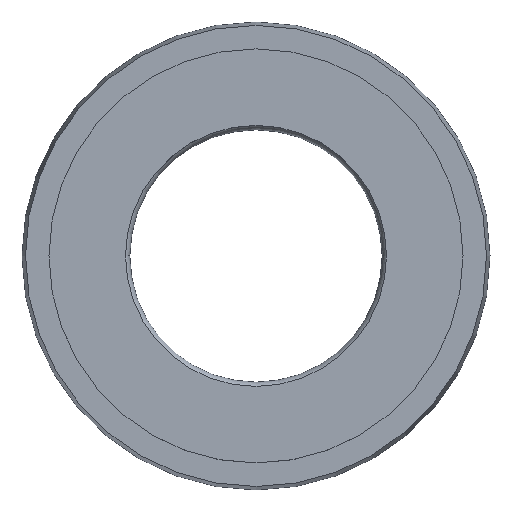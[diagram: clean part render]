
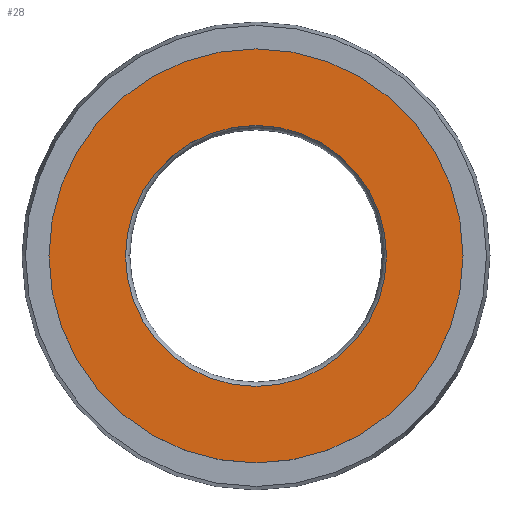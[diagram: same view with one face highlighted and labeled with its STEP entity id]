
A CAD part, top view. The second image highlights one B-rep face of the part: STEP entity #28.
In plain terms, the highlighted planar face has unit normal (0, 0, 1).
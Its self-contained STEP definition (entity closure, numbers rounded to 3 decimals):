
#28 = ADVANCED_FACE ( 'NONE', ( #248, #304 ), #225, .F. ) ;
#31 = AXIS2_PLACEMENT_3D ( 'NONE', #40, #155, #440 ) ;
#40 = CARTESIAN_POINT ( 'NONE',  ( 0., 0., 0. ) ) ;
#68 = DIRECTION ( 'NONE',  ( 0., 0., 1. ) ) ;
#71 = CARTESIAN_POINT ( 'NONE',  ( 0., 0., 0. ) ) ;
#76 = EDGE_CURVE ( 'NONE', #226, #378, #105, .T. ) ;
#80 = AXIS2_PLACEMENT_3D ( 'NONE', #71, #518, #228 ) ;
#105 = CIRCLE ( 'NONE', #80, 11.9 ) ;
#117 = DIRECTION ( 'NONE',  ( -1., 0., 0. ) ) ;
#126 = DIRECTION ( 'NONE',  ( 1., 0., 0. ) ) ;
#130 = CARTESIAN_POINT ( 'NONE',  ( 0., 0., 0. ) ) ;
#155 = DIRECTION ( 'NONE',  ( 0., 0., 1. ) ) ;
#156 = ORIENTED_EDGE ( 'NONE', *, *, #76, .T. ) ;
#178 = EDGE_CURVE ( 'NONE', #499, #284, #588, .T. ) ;
#219 = DIRECTION ( 'NONE',  ( 0., 0., -1. ) ) ;
#225 = PLANE ( 'NONE',  #630 ) ;
#226 = VERTEX_POINT ( 'NONE', #363 ) ;
#228 = DIRECTION ( 'NONE',  ( 1., 0., 0. ) ) ;
#248 = FACE_BOUND ( 'NONE', #362, .T. ) ;
#284 = VERTEX_POINT ( 'NONE', #383 ) ;
#304 = FACE_OUTER_BOUND ( 'NONE', #607, .T. ) ;
#311 = CIRCLE ( 'NONE', #472, 7.5 ) ;
#314 = DIRECTION ( 'NONE',  ( 1., 0., 0. ) ) ;
#325 = EDGE_CURVE ( 'NONE', #378, #226, #553, .T. ) ;
#352 = CARTESIAN_POINT ( 'NONE',  ( -7.5, 0., 0. ) ) ;
#362 = EDGE_LOOP ( 'NONE', ( #561, #609 ) ) ;
#363 = CARTESIAN_POINT ( 'NONE',  ( -11.9, 0., 0. ) ) ;
#378 = VERTEX_POINT ( 'NONE', #639 ) ;
#383 = CARTESIAN_POINT ( 'NONE',  ( 7.5, 0., 0. ) ) ;
#409 = CARTESIAN_POINT ( 'NONE',  ( 0., 0., 0. ) ) ;
#440 = DIRECTION ( 'NONE',  ( 1., 0., 0. ) ) ;
#456 = DIRECTION ( 'NONE',  ( 0., 0., 1. ) ) ;
#472 = AXIS2_PLACEMENT_3D ( 'NONE', #558, #456, #314 ) ;
#499 = VERTEX_POINT ( 'NONE', #352 ) ;
#515 = EDGE_CURVE ( 'NONE', #284, #499, #311, .T. ) ;
#518 = DIRECTION ( 'NONE',  ( 0., 0., 1. ) ) ;
#553 = CIRCLE ( 'NONE', #31, 11.9 ) ;
#558 = CARTESIAN_POINT ( 'NONE',  ( 0., 0., 0. ) ) ;
#561 = ORIENTED_EDGE ( 'NONE', *, *, #515, .F. ) ;
#573 = AXIS2_PLACEMENT_3D ( 'NONE', #130, #68, #126 ) ;
#576 = ORIENTED_EDGE ( 'NONE', *, *, #325, .T. ) ;
#588 = CIRCLE ( 'NONE', #573, 7.5 ) ;
#607 = EDGE_LOOP ( 'NONE', ( #576, #156 ) ) ;
#609 = ORIENTED_EDGE ( 'NONE', *, *, #178, .F. ) ;
#630 = AXIS2_PLACEMENT_3D ( 'NONE', #409, #219, #117 ) ;
#639 = CARTESIAN_POINT ( 'NONE',  ( 11.9, 0., 0. ) ) ;
